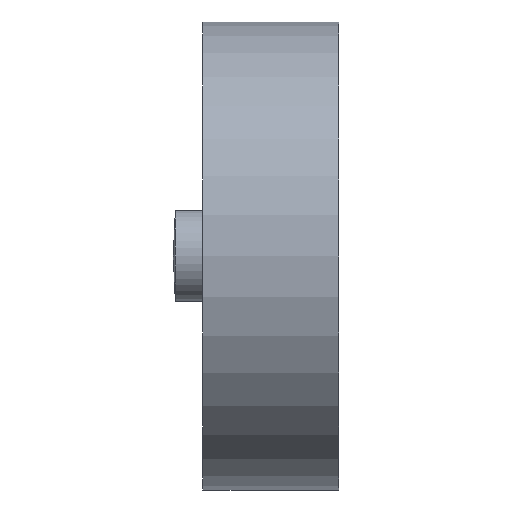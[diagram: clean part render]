
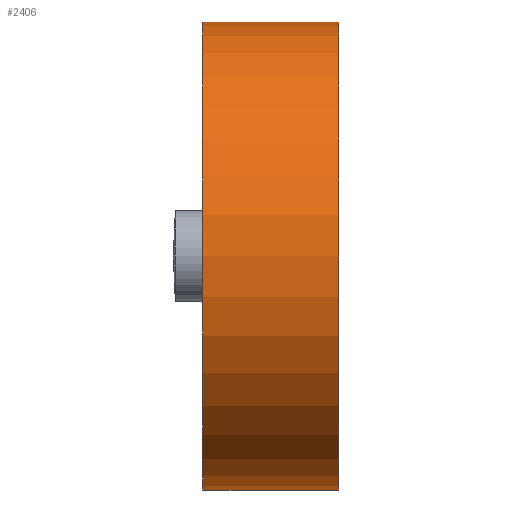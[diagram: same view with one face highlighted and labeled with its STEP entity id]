
A CAD part, left-side view. The second image highlights one B-rep face of the part: STEP entity #2406.
In plain terms, the highlighted cylindrical face has radius 31 mm (diameter 62 mm), a full revolution.
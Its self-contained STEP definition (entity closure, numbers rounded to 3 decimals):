
#169=B_SPLINE_CURVE_WITH_KNOTS('',3,(#5704,#5705,#5706,#5707,#5708,#5709,
#5710,#5711,#5712,#5713,#5714,#5715,#5716,#5717,#5718,#5719,#5720,#5721),
 .UNSPECIFIED.,.F.,.F.,(4,2,2,2,2,2,2,2,4),(1.273,1.591,
1.909,2.227,2.545,2.863,3.181,
3.5,3.818),.UNSPECIFIED.);
#170=B_SPLINE_CURVE_WITH_KNOTS('',3,(#5723,#5724,#5725,#5726,#5727,#5728,
#5729,#5730,#5731,#5732),.UNSPECIFIED.,.F.,.F.,(4,2,2,2,4),(5.09,
5.408,5.727,6.045,6.363),
 .UNSPECIFIED.);
#171=B_SPLINE_CURVE_WITH_KNOTS('',3,(#5736,#5737,#5738,#5739,#5740,#5741,
#5742,#5743,#5744,#5745),.UNSPECIFIED.,.F.,.F.,(4,2,2,2,4),(3.818,
4.136,4.454,4.772,5.09),
 .UNSPECIFIED.);
#218=FACE_BOUND('',#543,.T.);
#393=FACE_OUTER_BOUND('',#542,.T.);
#542=EDGE_LOOP('',(#2137,#2138,#2139,#2140));
#543=EDGE_LOOP('',(#2141,#2142,#2143));
#685=LINE('',#9421,#819);
#819=VECTOR('',#3100,31.);
#865=CIRCLE('',#2602,31.);
#866=CIRCLE('',#2603,31.);
#1081=VERTEX_POINT('',#5702);
#1082=VERTEX_POINT('',#5703);
#1083=VERTEX_POINT('',#5722);
#1095=VERTEX_POINT('',#9418);
#1096=VERTEX_POINT('',#9420);
#1397=EDGE_CURVE('',#1081,#1082,#169,.T.);
#1398=EDGE_CURVE('',#1083,#1081,#170,.T.);
#1401=EDGE_CURVE('',#1082,#1083,#171,.T.);
#1450=EDGE_CURVE('',#1095,#1095,#865,.T.);
#1451=EDGE_CURVE('',#1095,#1096,#685,.T.);
#1452=EDGE_CURVE('',#1096,#1096,#866,.T.);
#2137=ORIENTED_EDGE('',*,*,#1450,.F.);
#2138=ORIENTED_EDGE('',*,*,#1451,.T.);
#2139=ORIENTED_EDGE('',*,*,#1452,.T.);
#2140=ORIENTED_EDGE('',*,*,#1451,.F.);
#2141=ORIENTED_EDGE('',*,*,#1397,.T.);
#2142=ORIENTED_EDGE('',*,*,#1401,.T.);
#2143=ORIENTED_EDGE('',*,*,#1398,.T.);
#2265=CYLINDRICAL_SURFACE('',#2601,31.);
#2406=ADVANCED_FACE('',(#393,#218),#2265,.T.);
#2601=AXIS2_PLACEMENT_3D('',#9417,#3096,#3097);
#2602=AXIS2_PLACEMENT_3D('',#9419,#3098,#3099);
#2603=AXIS2_PLACEMENT_3D('',#9422,#3101,#3102);
#3096=DIRECTION('center_axis',(0.,1.,0.));
#3097=DIRECTION('ref_axis',(1.,0.,0.));
#3098=DIRECTION('center_axis',(0.,1.,0.));
#3099=DIRECTION('ref_axis',(1.,0.,0.));
#3100=DIRECTION('',(0.,-1.,0.));
#3101=DIRECTION('center_axis',(0.,1.,0.));
#3102=DIRECTION('ref_axis',(1.,0.,0.));
#5702=CARTESIAN_POINT('',(31.,17.4,0.));
#5703=CARTESIAN_POINT('',(31.,0.6,0.));
#5704=CARTESIAN_POINT('Ctrl Pts',(31.,17.4,0.));
#5705=CARTESIAN_POINT('Ctrl Pts',(31.,17.4,-1.06));
#5706=CARTESIAN_POINT('Ctrl Pts',(30.94,17.187,-2.188));
#5707=CARTESIAN_POINT('Ctrl Pts',(30.724,16.328,-4.256));
#5708=CARTESIAN_POINT('Ctrl Pts',(30.571,15.682,-5.197));
#5709=CARTESIAN_POINT('Ctrl Pts',(30.281,14.197,-6.683));
#5710=CARTESIAN_POINT('Ctrl Pts',(30.125,13.256,-7.328));
#5711=CARTESIAN_POINT('Ctrl Pts',(29.903,11.188,-8.187));
#5712=CARTESIAN_POINT('Ctrl Pts',(29.84,10.061,-8.4));
#5713=CARTESIAN_POINT('Ctrl Pts',(29.84,7.939,-8.4));
#5714=CARTESIAN_POINT('Ctrl Pts',(29.903,6.812,-8.187));
#5715=CARTESIAN_POINT('Ctrl Pts',(30.125,4.744,-7.328));
#5716=CARTESIAN_POINT('Ctrl Pts',(30.281,3.803,-6.683));
#5717=CARTESIAN_POINT('Ctrl Pts',(30.571,2.318,-5.197));
#5718=CARTESIAN_POINT('Ctrl Pts',(30.724,1.672,-4.256));
#5719=CARTESIAN_POINT('Ctrl Pts',(30.94,0.813,-2.188));
#5720=CARTESIAN_POINT('Ctrl Pts',(31.,0.6,-1.06));
#5721=CARTESIAN_POINT('Ctrl Pts',(31.,0.6,0.));
#5722=CARTESIAN_POINT('',(29.84,9.,8.4));
#5723=CARTESIAN_POINT('Ctrl Pts',(29.84,9.,8.4));
#5724=CARTESIAN_POINT('Ctrl Pts',(29.84,10.061,8.4));
#5725=CARTESIAN_POINT('Ctrl Pts',(29.903,11.188,8.187));
#5726=CARTESIAN_POINT('Ctrl Pts',(30.125,13.256,7.328));
#5727=CARTESIAN_POINT('Ctrl Pts',(30.281,14.197,6.683));
#5728=CARTESIAN_POINT('Ctrl Pts',(30.571,15.682,5.197));
#5729=CARTESIAN_POINT('Ctrl Pts',(30.724,16.328,4.256));
#5730=CARTESIAN_POINT('Ctrl Pts',(30.94,17.187,2.188));
#5731=CARTESIAN_POINT('Ctrl Pts',(31.,17.4,1.06));
#5732=CARTESIAN_POINT('Ctrl Pts',(31.,17.4,0.));
#5736=CARTESIAN_POINT('Ctrl Pts',(31.,0.6,0.));
#5737=CARTESIAN_POINT('Ctrl Pts',(31.,0.6,1.06));
#5738=CARTESIAN_POINT('Ctrl Pts',(30.94,0.813,2.188));
#5739=CARTESIAN_POINT('Ctrl Pts',(30.724,1.672,4.256));
#5740=CARTESIAN_POINT('Ctrl Pts',(30.571,2.318,5.197));
#5741=CARTESIAN_POINT('Ctrl Pts',(30.281,3.803,6.683));
#5742=CARTESIAN_POINT('Ctrl Pts',(30.125,4.744,7.328));
#5743=CARTESIAN_POINT('Ctrl Pts',(29.903,6.812,8.187));
#5744=CARTESIAN_POINT('Ctrl Pts',(29.84,7.939,8.4));
#5745=CARTESIAN_POINT('Ctrl Pts',(29.84,9.,8.4));
#9417=CARTESIAN_POINT('Origin',(0.,0.,0.));
#9418=CARTESIAN_POINT('',(-31.,18.,0.));
#9419=CARTESIAN_POINT('Origin',(0.,18.,0.));
#9420=CARTESIAN_POINT('',(-31.,0.,0.));
#9421=CARTESIAN_POINT('',(-31.,0.,0.));
#9422=CARTESIAN_POINT('Origin',(0.,0.,0.));
